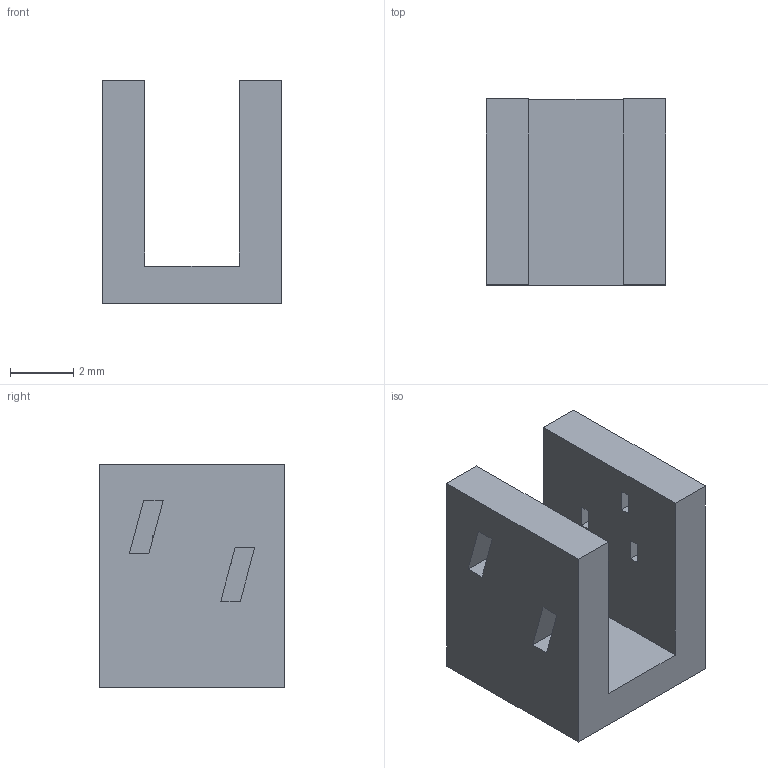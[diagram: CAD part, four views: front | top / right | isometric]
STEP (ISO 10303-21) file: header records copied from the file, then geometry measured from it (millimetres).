
FILE_DESCRIPTION(/* description */ (''),/* implementation_level */ '2;1');
FILE_NAME(/* name */ 'tcut1800.step',/* time_stamp */ '2021-05-09T10:21:18+02:00',/* author */ (''),/* organization */ (''),/* preprocessor_version */ 'ST-DEVELOPER v18.1',/* originating_system */ 'Autodesk Translation Framework v10.6.0.1341',/* authorisation */ '');
FILE_SCHEMA (('AUTOMOTIVE_DESIGN { 1 0 10303 214 3 1 1 }'));
Length unit declared in the file: millimetre
Products named in the file (1): tcut1800
Bounding box: 5.7 x 5.9 x 7.1 mm (x, y, z)
Volume: 130.4 mm3; surface area: 284 mm2
Topology: 1 solids, 1 shells, 34 faces, 96 edges, 64 vertices
Faces by surface type: plane 34
Entity records: 1137 total; most frequent: CARTESIAN_POINT 195, ORIENTED_EDGE 192, DIRECTION 166, LINE 96, VECTOR 96, EDGE_CURVE 96, VERTEX_POINT 64, EDGE_LOOP 46
